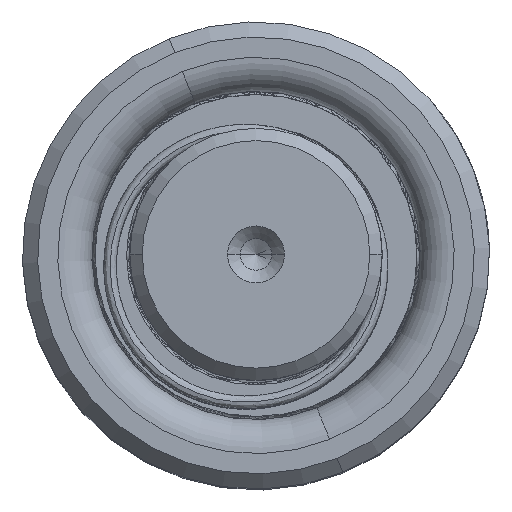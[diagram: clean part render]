
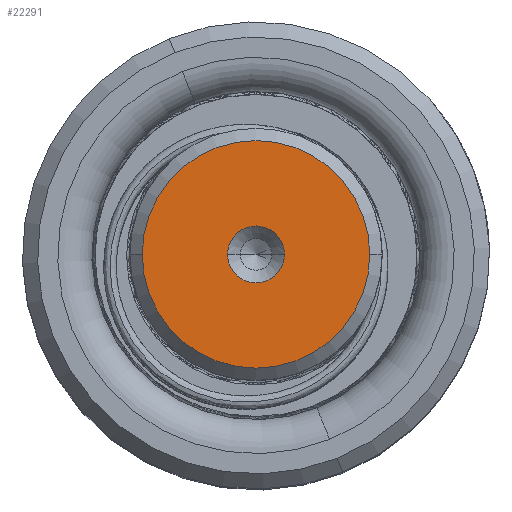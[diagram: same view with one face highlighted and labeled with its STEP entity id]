
A CAD part, top view. The second image highlights one B-rep face of the part: STEP entity #22291.
In plain terms, the highlighted planar face has unit normal (0, 0, 1).
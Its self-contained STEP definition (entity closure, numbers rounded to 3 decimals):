
#444 = EDGE_LOOP ( 'NONE', ( #15448, #35849 ) ) ;
#1219 = EDGE_CURVE ( 'NONE', #20804, #14204, #36131, .T. ) ;
#2374 = DIRECTION ( 'NONE',  ( 0., 0., 1. ) ) ;
#2771 = AXIS2_PLACEMENT_3D ( 'NONE', #16895, #8249, #4009 ) ;
#2893 = EDGE_CURVE ( 'NONE', #32298, #35393, #8936, .T. ) ;
#3987 = ORIENTED_EDGE ( 'NONE', *, *, #21017, .T. ) ;
#4009 = DIRECTION ( 'NONE',  ( 1., 0., 0. ) ) ;
#7275 = DIRECTION ( 'NONE',  ( 1., 0., 0. ) ) ;
#8032 = CARTESIAN_POINT ( 'NONE',  ( 2.25, 0., 100. ) ) ;
#8249 = DIRECTION ( 'NONE',  ( 0., 0., 1. ) ) ;
#8767 = DIRECTION ( 'NONE',  ( 0., 0., 1. ) ) ;
#8936 = CIRCLE ( 'NONE', #10965, 2.25 ) ;
#10234 = AXIS2_PLACEMENT_3D ( 'NONE', #30580, #22367, #36111 ) ;
#10500 = ORIENTED_EDGE ( 'NONE', *, *, #1219, .T. ) ;
#10965 = AXIS2_PLACEMENT_3D ( 'NONE', #26935, #2374, #22282 ) ;
#11561 = DIRECTION ( 'NONE',  ( 1., 0., 0. ) ) ;
#13085 = CIRCLE ( 'NONE', #24066, 9.009 ) ;
#13808 = EDGE_LOOP ( 'NONE', ( #10500, #3987 ) ) ;
#14204 = VERTEX_POINT ( 'NONE', #25351 ) ;
#15448 = ORIENTED_EDGE ( 'NONE', *, *, #20382, .F. ) ;
#15687 = DIRECTION ( 'NONE',  ( 0., 0., 1. ) ) ;
#15732 = CIRCLE ( 'NONE', #2771, 2.25 ) ;
#16895 = CARTESIAN_POINT ( 'NONE',  ( 0., 0., 100. ) ) ;
#19996 = PLANE ( 'NONE',  #24325 ) ;
#20382 = EDGE_CURVE ( 'NONE', #35393, #32298, #15732, .T. ) ;
#20804 = VERTEX_POINT ( 'NONE', #34016 ) ;
#21017 = EDGE_CURVE ( 'NONE', #14204, #20804, #13085, .T. ) ;
#22282 = DIRECTION ( 'NONE',  ( 1., 0., 0. ) ) ;
#22291 = ADVANCED_FACE ( 'NONE', ( #31950, #24448 ), #19996, .T. ) ;
#22367 = DIRECTION ( 'NONE',  ( 0., 0., 1. ) ) ;
#24066 = AXIS2_PLACEMENT_3D ( 'NONE', #27069, #15687, #7275 ) ;
#24325 = AXIS2_PLACEMENT_3D ( 'NONE', #33651, #8767, #11561 ) ;
#24448 = FACE_OUTER_BOUND ( 'NONE', #13808, .T. ) ;
#24741 = CARTESIAN_POINT ( 'NONE',  ( -2.25, 0., 100. ) ) ;
#25351 = CARTESIAN_POINT ( 'NONE',  ( 9.009, 0., 100. ) ) ;
#26935 = CARTESIAN_POINT ( 'NONE',  ( 0., 0., 100. ) ) ;
#27069 = CARTESIAN_POINT ( 'NONE',  ( 0., 0., 100. ) ) ;
#30580 = CARTESIAN_POINT ( 'NONE',  ( 0., 0., 100. ) ) ;
#31950 = FACE_BOUND ( 'NONE', #444, .T. ) ;
#32298 = VERTEX_POINT ( 'NONE', #24741 ) ;
#33651 = CARTESIAN_POINT ( 'NONE',  ( 0., 0., 100. ) ) ;
#34016 = CARTESIAN_POINT ( 'NONE',  ( -9.009, 0., 100. ) ) ;
#35393 = VERTEX_POINT ( 'NONE', #8032 ) ;
#35849 = ORIENTED_EDGE ( 'NONE', *, *, #2893, .F. ) ;
#36111 = DIRECTION ( 'NONE',  ( 1., 0., 0. ) ) ;
#36131 = CIRCLE ( 'NONE', #10234, 9.009 ) ;
